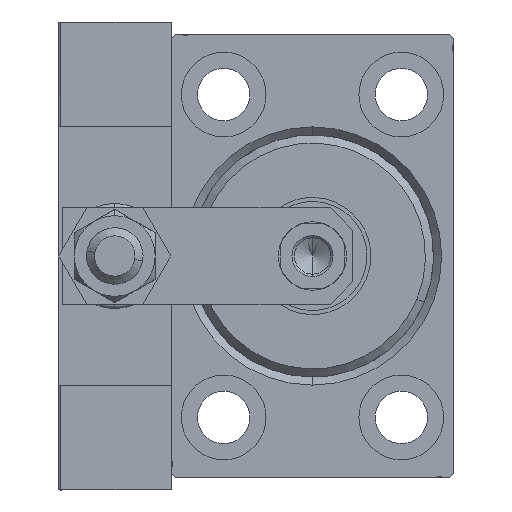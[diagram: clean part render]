
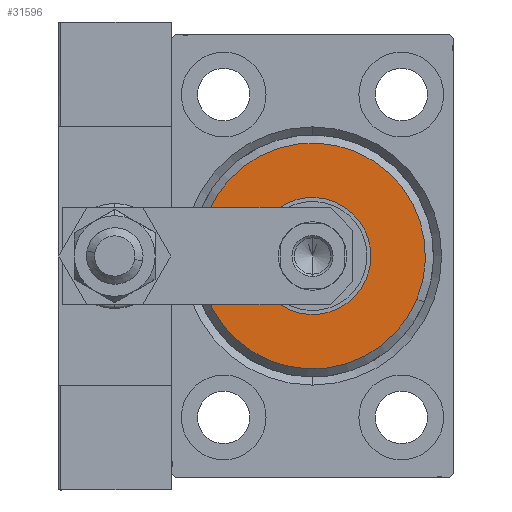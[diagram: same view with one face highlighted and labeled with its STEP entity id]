
A CAD part, left-side view. The second image highlights one B-rep face of the part: STEP entity #31596.
In plain terms, the highlighted face is planar.
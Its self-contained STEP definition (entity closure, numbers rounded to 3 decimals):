
#1237 = AXIS2_PLACEMENT_3D ( 'NONE', #34965, #38875, #31029 ) ;
#2823 = EDGE_LOOP ( 'NONE', ( #49937, #22157 ) ) ;
#2918 = CARTESIAN_POINT ( 'NONE',  ( 3., 0., 0. ) ) ;
#5757 = EDGE_CURVE ( 'NONE', #9258, #17161, #47965, .T. ) ;
#7659 = AXIS2_PLACEMENT_3D ( 'NONE', #31905, #48064, #16219 ) ;
#9258 = VERTEX_POINT ( 'NONE', #26415 ) ;
#9277 = DIRECTION ( 'NONE',  ( 1., 0., 0. ) ) ;
#9361 = AXIS2_PLACEMENT_3D ( 'NONE', #2918, #38950, #31612 ) ;
#9540 = DIRECTION ( 'NONE',  ( 0., 0., -1. ) ) ;
#10312 = FACE_BOUND ( 'NONE', #43177, .T. ) ;
#13722 = FACE_OUTER_BOUND ( 'NONE', #2823, .T. ) ;
#16219 = DIRECTION ( 'NONE',  ( 0., 0., -1. ) ) ;
#17161 = VERTEX_POINT ( 'NONE', #43012 ) ;
#17896 = CARTESIAN_POINT ( 'NONE',  ( 3., 0., 0. ) ) ;
#21178 = CARTESIAN_POINT ( 'NONE',  ( 3., 0., 7.25 ) ) ;
#22157 = ORIENTED_EDGE ( 'NONE', *, *, #30046, .T. ) ;
#23949 = EDGE_CURVE ( 'NONE', #38221, #47126, #41021, .T. ) ;
#25015 = ORIENTED_EDGE ( 'NONE', *, *, #23949, .F. ) ;
#26415 = CARTESIAN_POINT ( 'NONE',  ( 3., 0., 14. ) ) ;
#29399 = PLANE ( 'NONE',  #45296 ) ;
#29671 = AXIS2_PLACEMENT_3D ( 'NONE', #35262, #50899, #43825 ) ;
#30046 = EDGE_CURVE ( 'NONE', #17161, #9258, #31185, .T. ) ;
#31029 = DIRECTION ( 'NONE',  ( 0., 0., -1. ) ) ;
#31185 = CIRCLE ( 'NONE', #9361, 14. ) ;
#31596 = ADVANCED_FACE ( 'NONE', ( #13722, #10312 ), #29399, .T. ) ;
#31612 = DIRECTION ( 'NONE',  ( 0., 0., -1. ) ) ;
#31905 = CARTESIAN_POINT ( 'NONE',  ( 3., 0., 0. ) ) ;
#32051 = CARTESIAN_POINT ( 'NONE',  ( 3., 0., -7.25 ) ) ;
#32053 = CIRCLE ( 'NONE', #1237, 7.25 ) ;
#34965 = CARTESIAN_POINT ( 'NONE',  ( 3., 0., 0. ) ) ;
#35262 = CARTESIAN_POINT ( 'NONE',  ( 3., 0., 0. ) ) ;
#35403 = EDGE_CURVE ( 'NONE', #47126, #38221, #32053, .T. ) ;
#38221 = VERTEX_POINT ( 'NONE', #32051 ) ;
#38875 = DIRECTION ( 'NONE',  ( 1., 0., 0. ) ) ;
#38950 = DIRECTION ( 'NONE',  ( 1., 0., 0. ) ) ;
#41021 = CIRCLE ( 'NONE', #7659, 7.25 ) ;
#42943 = ORIENTED_EDGE ( 'NONE', *, *, #35403, .F. ) ;
#43012 = CARTESIAN_POINT ( 'NONE',  ( 3., 0., -14. ) ) ;
#43177 = EDGE_LOOP ( 'NONE', ( #25015, #42943 ) ) ;
#43825 = DIRECTION ( 'NONE',  ( 0., 0., -1. ) ) ;
#45296 = AXIS2_PLACEMENT_3D ( 'NONE', #17896, #9277, #9540 ) ;
#47126 = VERTEX_POINT ( 'NONE', #21178 ) ;
#47965 = CIRCLE ( 'NONE', #29671, 14. ) ;
#48064 = DIRECTION ( 'NONE',  ( 1., 0., 0. ) ) ;
#49937 = ORIENTED_EDGE ( 'NONE', *, *, #5757, .T. ) ;
#50899 = DIRECTION ( 'NONE',  ( 1., 0., 0. ) ) ;
